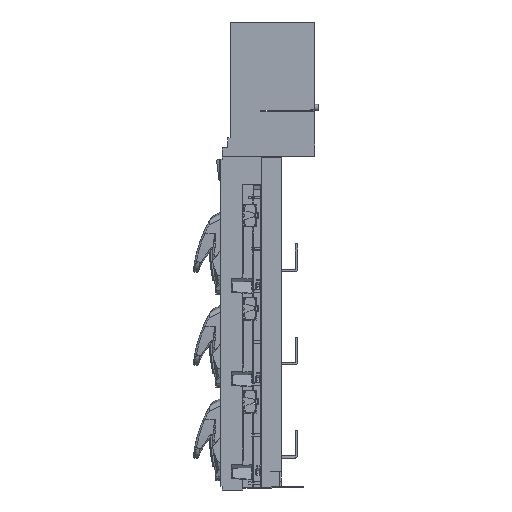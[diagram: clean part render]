
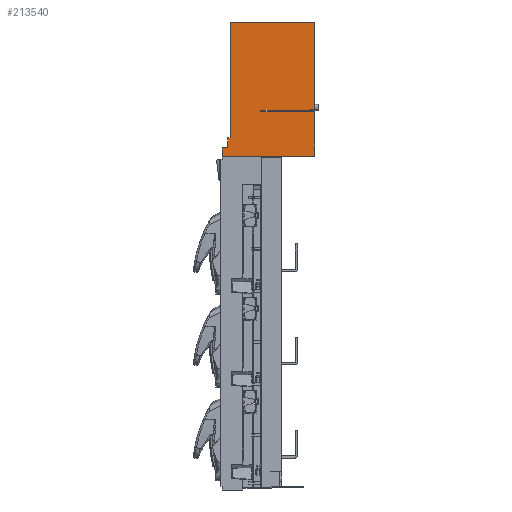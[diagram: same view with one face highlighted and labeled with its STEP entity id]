
A CAD part, left-side view. The second image highlights one B-rep face of the part: STEP entity #213540.
In plain terms, the highlighted planar face has unit normal (-1, 0.018, 0).
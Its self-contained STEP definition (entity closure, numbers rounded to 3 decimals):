
#212053=DIRECTION('',(0.,0.,-1.));
#212054=VECTOR('',#212053,0.688);
#212055=CARTESIAN_POINT('',(-3.827,24.393,
9.116));
#212056=LINE('',#212055,#212054);
#212193=DIRECTION('',(0.017,1.,-0.017));
#212194=VECTOR('',#212193,0.197);
#212195=CARTESIAN_POINT('',(-3.838,23.763,
9.903));
#212196=LINE('',#212195,#212194);
#212251=DIRECTION('',(0.017,1.,0.));
#212252=VECTOR('',#212251,6.614);
#212253=CARTESIAN_POINT('',(-3.954,17.15,
18.959));
#212254=LINE('',#212253,#212252);
#212427=DIRECTION('',(0.,0.,1.));
#212428=VECTOR('',#212427,6.882);
#212429=CARTESIAN_POINT('',(-3.954,17.15,
12.077));
#212430=LINE('',#212429,#212428);
#212447=DIRECTION('',(0.,0.,1.));
#212448=VECTOR('',#212447,0.328);
#212449=CARTESIAN_POINT('',(-3.838,23.763,
9.903));
#212450=LINE('',#212449,#212448);
#212451=DIRECTION('',(0.,0.,1.));
#212452=VECTOR('',#212451,2.756);
#212453=CARTESIAN_POINT('',(-3.838,23.763,
10.231));
#212454=LINE('',#212453,#212452);
#212455=DIRECTION('',(0.,0.,1.));
#212456=VECTOR('',#212455,5.972);
#212457=CARTESIAN_POINT('',(-3.838,23.763,
12.987));
#212458=LINE('',#212457,#212456);
#212459=DIRECTION('',(0.017,1.,-0.003));
#212460=VECTOR('',#212459,4.212);
#212461=CARTESIAN_POINT('',(-3.954,17.15,
12.077));
#212462=LINE('',#212461,#212460);
#212463=DIRECTION('',(0.017,1.,0.009));
#212464=VECTOR('',#212463,1.477);
#212465=CARTESIAN_POINT('',(-3.853,22.917,
8.416));
#212466=LINE('',#212465,#212464);
#212467=DIRECTION('',(-0.017,-0.996,0.087));
#212468=VECTOR('',#212467,0.435);
#212469=CARTESIAN_POINT('',(-3.827,24.393,
9.116));
#212470=LINE('',#212469,#212468);
#212479=DIRECTION('',(0.,0.,1.));
#212480=VECTOR('',#212479,0.098);
#212481=CARTESIAN_POINT('',(-3.88,21.362,
11.966));
#212482=LINE('',#212481,#212480);
#212502=DIRECTION('',(0.017,1.,0.003));
#212503=VECTOR('',#212502,4.212);
#212504=CARTESIAN_POINT('',(-3.954,17.15,
11.954));
#212505=LINE('',#212504,#212503);
#212514=DIRECTION('',(0.,0.,1.));
#212515=VECTOR('',#212514,3.488);
#212516=CARTESIAN_POINT('',(-3.954,17.15,
8.466));
#212517=LINE('',#212516,#212515);
#212534=DIRECTION('',(-0.017,-1.,0.009));
#212535=VECTOR('',#212534,5.767);
#212536=CARTESIAN_POINT('',(-3.853,22.917,
8.416));
#212537=LINE('',#212536,#212535);
#212770=DIRECTION('',(0.,0.,-1.));
#212771=VECTOR('',#212770,0.746);
#212772=CARTESIAN_POINT('',(-3.835,23.96,
9.9));
#212773=LINE('',#212772,#212771);
#212820=CARTESIAN_POINT('',(-3.838,23.763,
18.959));
#212821=CARTESIAN_POINT('',(-3.838,23.763,
9.903));
#212822=VERTEX_POINT('',#212820);
#212823=VERTEX_POINT('',#212821);
#212887=CARTESIAN_POINT('',(-3.838,23.763,
10.231));
#212888=VERTEX_POINT('',#212887);
#212889=CARTESIAN_POINT('',(-3.838,23.763,
12.987));
#212890=VERTEX_POINT('',#212889);
#212984=CARTESIAN_POINT('',(-3.827,24.393,
9.116));
#212985=VERTEX_POINT('',#212984);
#212986=CARTESIAN_POINT('',(-3.827,24.393,
8.429));
#212987=VERTEX_POINT('',#212986);
#213022=CARTESIAN_POINT('',(-3.835,23.96,
9.9));
#213023=VERTEX_POINT('',#213022);
#213024=CARTESIAN_POINT('',(-3.954,17.15,
18.959));
#213025=VERTEX_POINT('',#213024);
#213026=CARTESIAN_POINT('',(-3.954,17.15,
12.077));
#213027=VERTEX_POINT('',#213026);
#213028=CARTESIAN_POINT('',(-3.88,21.362,
12.065));
#213029=VERTEX_POINT('',#213028);
#213030=CARTESIAN_POINT('',(-3.88,21.362,
11.966));
#213031=VERTEX_POINT('',#213030);
#213032=CARTESIAN_POINT('',(-3.954,17.15,
11.954));
#213033=VERTEX_POINT('',#213032);
#213034=CARTESIAN_POINT('',(-3.954,17.15,
8.466));
#213035=VERTEX_POINT('',#213034);
#213036=CARTESIAN_POINT('',(-3.853,22.917,
8.416));
#213037=VERTEX_POINT('',#213036);
#213038=CARTESIAN_POINT('',(-3.835,23.96,
9.154));
#213039=VERTEX_POINT('',#213038);
#213508=CARTESIAN_POINT('',(-3.906,19.866,
10.295));
#213509=DIRECTION('',(-1.,0.017,0.));
#213510=DIRECTION('',(-0.017,-1.,0.));
#213511=AXIS2_PLACEMENT_3D('',#213508,#213509,#213510);
#213512=PLANE('',#213511);
#213514=ORIENTED_EDGE('',*,*,#213513,.T.);
#213516=ORIENTED_EDGE('',*,*,#213515,.T.);
#213518=ORIENTED_EDGE('',*,*,#213517,.T.);
#213519=ORIENTED_EDGE('',*,*,#213284,.F.);
#213520=ORIENTED_EDGE('',*,*,#213471,.F.);
#213521=ORIENTED_EDGE('',*,*,#213491,.T.);
#213523=ORIENTED_EDGE('',*,*,#213522,.F.);
#213525=ORIENTED_EDGE('',*,*,#213524,.F.);
#213527=ORIENTED_EDGE('',*,*,#213526,.F.);
#213529=ORIENTED_EDGE('',*,*,#213528,.F.);
#213531=ORIENTED_EDGE('',*,*,#213530,.T.);
#213532=ORIENTED_EDGE('',*,*,#213068,.F.);
#213534=ORIENTED_EDGE('',*,*,#213533,.T.);
#213536=ORIENTED_EDGE('',*,*,#213535,.F.);
#213537=ORIENTED_EDGE('',*,*,#213226,.F.);
#213538=EDGE_LOOP('',(#213514,#213516,#213518,#213519,#213520,#213521,#213523,
#213525,#213527,#213529,#213531,#213532,#213534,#213536,#213537));
#213539=FACE_OUTER_BOUND('',#213538,.F.);
#213068=EDGE_CURVE('',#212985,#212987,#212056,.T.);
#213226=EDGE_CURVE('',#212823,#213023,#212196,.T.);
#213284=EDGE_CURVE('',#213025,#212822,#212254,.T.);
#213471=EDGE_CURVE('',#213027,#213025,#212430,.T.);
#213491=EDGE_CURVE('',#213027,#213029,#212462,.T.);
#213513=EDGE_CURVE('',#212823,#212888,#212450,.T.);
#213515=EDGE_CURVE('',#212888,#212890,#212454,.T.);
#213517=EDGE_CURVE('',#212890,#212822,#212458,.T.);
#213522=EDGE_CURVE('',#213031,#213029,#212482,.T.);
#213524=EDGE_CURVE('',#213033,#213031,#212505,.T.);
#213526=EDGE_CURVE('',#213035,#213033,#212517,.T.);
#213528=EDGE_CURVE('',#213037,#213035,#212537,.T.);
#213530=EDGE_CURVE('',#213037,#212987,#212466,.T.);
#213533=EDGE_CURVE('',#212985,#213039,#212470,.T.);
#213535=EDGE_CURVE('',#213023,#213039,#212773,.T.);
#213540=ADVANCED_FACE('',(#213539),#213512,.T.);
